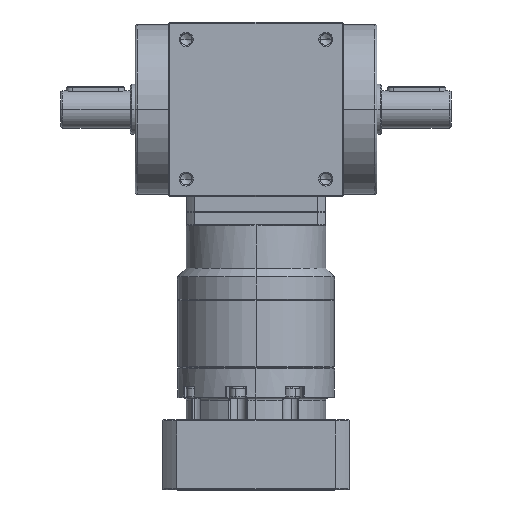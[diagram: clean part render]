
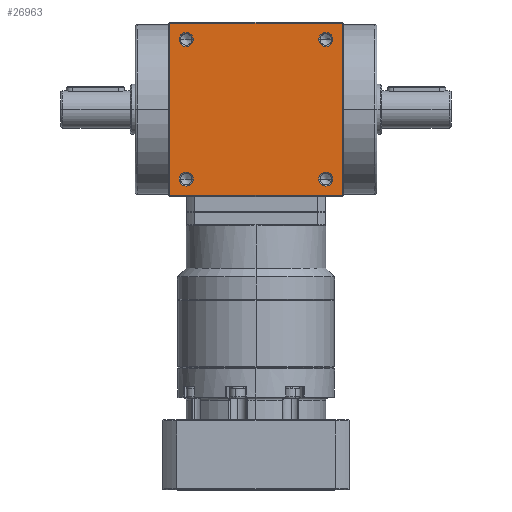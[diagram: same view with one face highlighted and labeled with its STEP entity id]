
A CAD part, top view. The second image highlights one B-rep face of the part: STEP entity #26963.
In plain terms, the highlighted planar face has unit normal (0, 0, 1).
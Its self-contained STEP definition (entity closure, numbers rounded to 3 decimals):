
#122 = EDGE_CURVE ( 'NONE', #12536, #24873, #18725, .T. ) ;
#313 = VECTOR ( 'NONE', #10683, 1000. ) ;
#1021 = VERTEX_POINT ( 'NONE', #22834 ) ;
#1514 = DIRECTION ( 'NONE',  ( 0., 0., -1. ) ) ;
#2515 = AXIS2_PLACEMENT_3D ( 'NONE', #12367, #14592, #23634 ) ;
#2629 = VERTEX_POINT ( 'NONE', #27990 ) ;
#2696 = CARTESIAN_POINT ( 'NONE',  ( -30., 30., 37.5 ) ) ;
#2711 = FACE_BOUND ( 'NONE', #23468, .T. ) ;
#2994 = FACE_OUTER_BOUND ( 'NONE', #16374, .T. ) ;
#3247 = CARTESIAN_POINT ( 'NONE',  ( 30., 30., 37.5 ) ) ;
#3369 = CARTESIAN_POINT ( 'NONE',  ( 0., -37., 37.5 ) ) ;
#3536 = CARTESIAN_POINT ( 'NONE',  ( 30., -30., 37.5 ) ) ;
#3665 = DIRECTION ( 'NONE',  ( 1., 0., 0. ) ) ;
#3855 = LINE ( 'NONE', #22076, #21907 ) ;
#4025 = CARTESIAN_POINT ( 'NONE',  ( -30., -30., 37.5 ) ) ;
#4196 = VERTEX_POINT ( 'NONE', #6871 ) ;
#4350 = CIRCLE ( 'NONE', #20458, 3. ) ;
#4466 = ORIENTED_EDGE ( 'NONE', *, *, #22212, .T. ) ;
#5136 = EDGE_LOOP ( 'NONE', ( #16876, #29076 ) ) ;
#5190 = VERTEX_POINT ( 'NONE', #16427 ) ;
#5350 = DIRECTION ( 'NONE',  ( 0., 0., -1. ) ) ;
#5620 = EDGE_LOOP ( 'NONE', ( #24381, #9942 ) ) ;
#6223 = CARTESIAN_POINT ( 'NONE',  ( 33., 30., 37.5 ) ) ;
#6298 = EDGE_CURVE ( 'NONE', #2629, #5190, #13773, .T. ) ;
#6430 = AXIS2_PLACEMENT_3D ( 'NONE', #27413, #7323, #11579 ) ;
#6792 = DIRECTION ( 'NONE',  ( -1., 0., 0. ) ) ;
#6871 = CARTESIAN_POINT ( 'NONE',  ( -37., -37., 37.5 ) ) ;
#6938 = ORIENTED_EDGE ( 'NONE', *, *, #11415, .T. ) ;
#7014 = CARTESIAN_POINT ( 'NONE',  ( 27., 30., 37.5 ) ) ;
#7036 = VERTEX_POINT ( 'NONE', #8672 ) ;
#7323 = DIRECTION ( 'NONE',  ( 0., 0., -1. ) ) ;
#7341 = VERTEX_POINT ( 'NONE', #27265 ) ;
#7388 = CIRCLE ( 'NONE', #6430, 3. ) ;
#7457 = DIRECTION ( 'NONE',  ( -1., 0., 0. ) ) ;
#7704 = EDGE_CURVE ( 'NONE', #15631, #1021, #16438, .T. ) ;
#7723 = CIRCLE ( 'NONE', #25647, 3. ) ;
#8672 = CARTESIAN_POINT ( 'NONE',  ( -33., -30., 37.5 ) ) ;
#8913 = EDGE_CURVE ( 'NONE', #17299, #21636, #4350, .T. ) ;
#8999 = CARTESIAN_POINT ( 'NONE',  ( -30., 30., 37.5 ) ) ;
#9513 = EDGE_CURVE ( 'NONE', #7036, #17455, #26602, .T. ) ;
#9655 = CARTESIAN_POINT ( 'NONE',  ( 0., 0., 37.5 ) ) ;
#9942 = ORIENTED_EDGE ( 'NONE', *, *, #122, .T. ) ;
#10513 = DIRECTION ( 'NONE',  ( 0., 0., -1. ) ) ;
#10683 = DIRECTION ( 'NONE',  ( 0., -1., 0. ) ) ;
#11415 = EDGE_CURVE ( 'NONE', #1021, #15631, #7388, .T. ) ;
#11579 = DIRECTION ( 'NONE',  ( -1., 0., 0. ) ) ;
#12089 = AXIS2_PLACEMENT_3D ( 'NONE', #4025, #1514, #24016 ) ;
#12266 = DIRECTION ( 'NONE',  ( 0., 0., -1. ) ) ;
#12367 = CARTESIAN_POINT ( 'NONE',  ( -30., -30., 37.5 ) ) ;
#12399 = DIRECTION ( 'NONE',  ( -1., 0., 0. ) ) ;
#12536 = VERTEX_POINT ( 'NONE', #27721 ) ;
#12559 = VECTOR ( 'NONE', #7457, 1000. ) ;
#12702 = ORIENTED_EDGE ( 'NONE', *, *, #9513, .T. ) ;
#13534 = EDGE_CURVE ( 'NONE', #4196, #7341, #28669, .T. ) ;
#13773 = LINE ( 'NONE', #27696, #12559 ) ;
#14592 = DIRECTION ( 'NONE',  ( 0., 0., -1. ) ) ;
#14985 = ORIENTED_EDGE ( 'NONE', *, *, #7704, .T. ) ;
#15254 = DIRECTION ( 'NONE',  ( -1., 0., 0. ) ) ;
#15631 = VERTEX_POINT ( 'NONE', #26535 ) ;
#15698 = EDGE_LOOP ( 'NONE', ( #23516, #12702 ) ) ;
#15969 = EDGE_CURVE ( 'NONE', #17455, #7036, #20616, .T. ) ;
#15980 = AXIS2_PLACEMENT_3D ( 'NONE', #3536, #12266, #12399 ) ;
#16242 = CIRCLE ( 'NONE', #20501, 3. ) ;
#16374 = EDGE_LOOP ( 'NONE', ( #4466, #23491, #20117, #21175 ) ) ;
#16427 = CARTESIAN_POINT ( 'NONE',  ( -37., 37., 37.5 ) ) ;
#16438 = CIRCLE ( 'NONE', #15980, 3. ) ;
#16571 = DIRECTION ( 'NONE',  ( -1., 0., 0. ) ) ;
#16876 = ORIENTED_EDGE ( 'NONE', *, *, #28261, .T. ) ;
#17299 = VERTEX_POINT ( 'NONE', #7014 ) ;
#17455 = VERTEX_POINT ( 'NONE', #18967 ) ;
#18205 = EDGE_CURVE ( 'NONE', #24873, #12536, #7723, .T. ) ;
#18253 = CARTESIAN_POINT ( 'NONE',  ( -27., 30., 37.5 ) ) ;
#18630 = VECTOR ( 'NONE', #3665, 1000. ) ;
#18725 = CIRCLE ( 'NONE', #27217, 3. ) ;
#18940 = DIRECTION ( 'NONE',  ( 0., 0., -1. ) ) ;
#18967 = CARTESIAN_POINT ( 'NONE',  ( -27., -30., 37.5 ) ) ;
#19865 = LINE ( 'NONE', #28861, #313 ) ;
#20117 = ORIENTED_EDGE ( 'NONE', *, *, #28212, .T. ) ;
#20458 = AXIS2_PLACEMENT_3D ( 'NONE', #3247, #18940, #16571 ) ;
#20501 = AXIS2_PLACEMENT_3D ( 'NONE', #26360, #10513, #15254 ) ;
#20616 = CIRCLE ( 'NONE', #12089, 3. ) ;
#20880 = DIRECTION ( 'NONE',  ( -1., 0., 0. ) ) ;
#20897 = FACE_BOUND ( 'NONE', #5136, .T. ) ;
#21175 = ORIENTED_EDGE ( 'NONE', *, *, #6298, .T. ) ;
#21636 = VERTEX_POINT ( 'NONE', #6223 ) ;
#21907 = VECTOR ( 'NONE', #26065, 1000. ) ;
#22076 = CARTESIAN_POINT ( 'NONE',  ( 37., 0., 37.5 ) ) ;
#22212 = EDGE_CURVE ( 'NONE', #5190, #4196, #19865, .T. ) ;
#22834 = CARTESIAN_POINT ( 'NONE',  ( 27., -30., 37.5 ) ) ;
#23258 = FACE_BOUND ( 'NONE', #5620, .T. ) ;
#23468 = EDGE_LOOP ( 'NONE', ( #14985, #6938 ) ) ;
#23491 = ORIENTED_EDGE ( 'NONE', *, *, #13534, .T. ) ;
#23516 = ORIENTED_EDGE ( 'NONE', *, *, #15969, .T. ) ;
#23573 = PLANE ( 'NONE',  #24200 ) ;
#23634 = DIRECTION ( 'NONE',  ( -1., 0., 0. ) ) ;
#24016 = DIRECTION ( 'NONE',  ( -1., 0., 0. ) ) ;
#24200 = AXIS2_PLACEMENT_3D ( 'NONE', #9655, #28140, #27847 ) ;
#24381 = ORIENTED_EDGE ( 'NONE', *, *, #18205, .T. ) ;
#24873 = VERTEX_POINT ( 'NONE', #18253 ) ;
#25342 = FACE_BOUND ( 'NONE', #15698, .T. ) ;
#25647 = AXIS2_PLACEMENT_3D ( 'NONE', #8999, #27028, #6792 ) ;
#26065 = DIRECTION ( 'NONE',  ( 0., 1., 0. ) ) ;
#26360 = CARTESIAN_POINT ( 'NONE',  ( 30., 30., 37.5 ) ) ;
#26535 = CARTESIAN_POINT ( 'NONE',  ( 33., -30., 37.5 ) ) ;
#26602 = CIRCLE ( 'NONE', #2515, 3. ) ;
#26963 = ADVANCED_FACE ( 'NONE', ( #2711, #25342, #20897, #23258, #2994 ), #23573, .F. ) ;
#27028 = DIRECTION ( 'NONE',  ( 0., 0., -1. ) ) ;
#27217 = AXIS2_PLACEMENT_3D ( 'NONE', #2696, #5350, #20880 ) ;
#27265 = CARTESIAN_POINT ( 'NONE',  ( 37., -37., 37.5 ) ) ;
#27413 = CARTESIAN_POINT ( 'NONE',  ( 30., -30., 37.5 ) ) ;
#27696 = CARTESIAN_POINT ( 'NONE',  ( 0., 37., 37.5 ) ) ;
#27721 = CARTESIAN_POINT ( 'NONE',  ( -33., 30., 37.5 ) ) ;
#27847 = DIRECTION ( 'NONE',  ( -1., 0., 0. ) ) ;
#27990 = CARTESIAN_POINT ( 'NONE',  ( 37., 37., 37.5 ) ) ;
#28140 = DIRECTION ( 'NONE',  ( 0., 0., -1. ) ) ;
#28212 = EDGE_CURVE ( 'NONE', #7341, #2629, #3855, .T. ) ;
#28261 = EDGE_CURVE ( 'NONE', #21636, #17299, #16242, .T. ) ;
#28669 = LINE ( 'NONE', #3369, #18630 ) ;
#28861 = CARTESIAN_POINT ( 'NONE',  ( -37., 0., 37.5 ) ) ;
#29076 = ORIENTED_EDGE ( 'NONE', *, *, #8913, .T. ) ;
